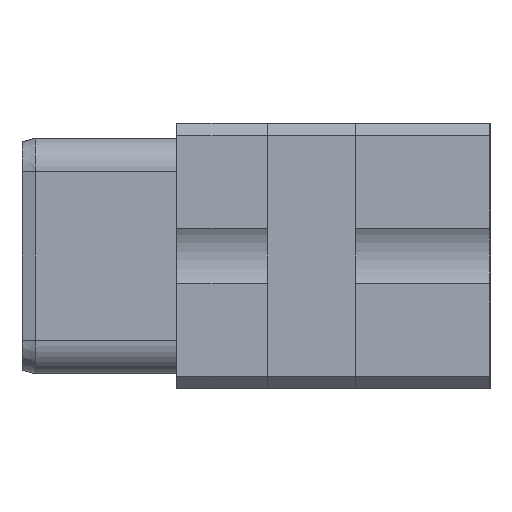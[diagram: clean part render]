
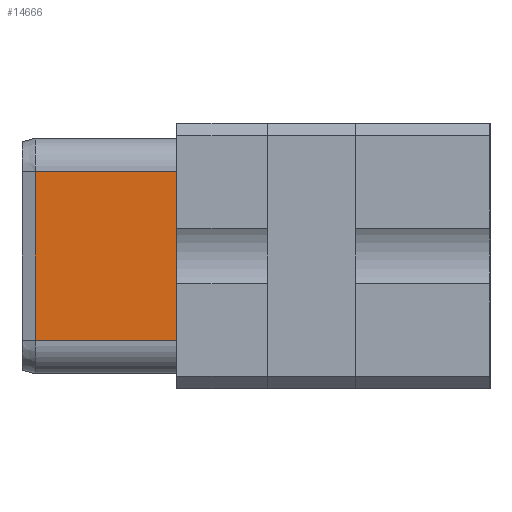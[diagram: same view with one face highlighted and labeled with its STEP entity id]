
A CAD part, left-side view. The second image highlights one B-rep face of the part: STEP entity #14666.
In plain terms, the highlighted planar face has unit normal (-1, 0, 0).
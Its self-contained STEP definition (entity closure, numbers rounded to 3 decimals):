
#242=DIRECTION('',(0.,0.,1.));
#243=VECTOR('',#242,9.61);
#244=CARTESIAN_POINT('',(-36.181,0.026,-4.805));
#245=LINE('',#244,#243);
#3612=DIRECTION('',(0.,0.,1.));
#3613=VECTOR('',#3612,9.61);
#3614=CARTESIAN_POINT('',(-36.181,8.113,-4.805));
#3615=LINE('',#3614,#3613);
#3625=DIRECTION('',(0.,1.,0.));
#3626=VECTOR('',#3625,8.087);
#3627=CARTESIAN_POINT('',(-36.181,0.026,4.805));
#3628=LINE('',#3627,#3626);
#3667=DIRECTION('',(0.,1.,0.));
#3668=VECTOR('',#3667,8.087);
#3669=CARTESIAN_POINT('',(-36.181,0.026,-4.805));
#3670=LINE('',#3669,#3668);
#8808=CARTESIAN_POINT('',(-36.181,0.026,-4.805));
#8810=VERTEX_POINT('',#8808);
#8813=CARTESIAN_POINT('',(-36.181,0.026,4.805));
#8815=VERTEX_POINT('',#8813);
#8840=CARTESIAN_POINT('',(-36.181,8.113,-4.805));
#8841=CARTESIAN_POINT('',(-36.181,8.113,4.805));
#8842=VERTEX_POINT('',#8840);
#8843=VERTEX_POINT('',#8841);
#14653=CARTESIAN_POINT('',(-36.181,0.,-6.705));
#14654=DIRECTION('',(-1.,0.,0.));
#14655=DIRECTION('',(0.,0.,1.));
#14656=AXIS2_PLACEMENT_3D('',#14653,#14654,#14655);
#14657=PLANE('',#14656);
#14658=ORIENTED_EDGE('',*,*,#14647,.T.);
#14660=ORIENTED_EDGE('',*,*,#14659,.F.);
#14661=ORIENTED_EDGE('',*,*,#11366,.F.);
#14663=ORIENTED_EDGE('',*,*,#14662,.T.);
#14664=EDGE_LOOP('',(#14658,#14660,#14661,#14663));
#14665=FACE_OUTER_BOUND('',#14664,.F.);
#14666=ADVANCED_FACE('',(#14665),#14657,.T.);
#11366=EDGE_CURVE('',#8810,#8815,#245,.T.);
#14647=EDGE_CURVE('',#8842,#8843,#3615,.T.);
#14659=EDGE_CURVE('',#8815,#8843,#3628,.T.);
#14662=EDGE_CURVE('',#8810,#8842,#3670,.T.);
